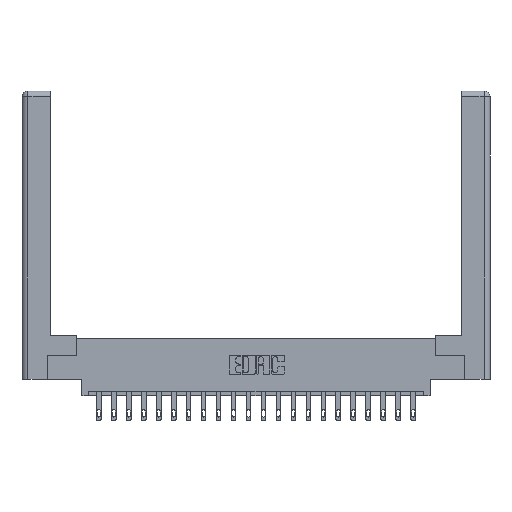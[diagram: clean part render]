
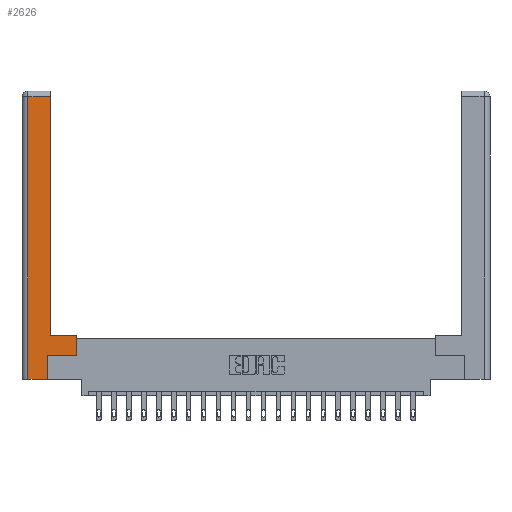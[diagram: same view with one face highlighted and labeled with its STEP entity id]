
A CAD part, top view. The second image highlights one B-rep face of the part: STEP entity #2626.
In plain terms, the highlighted planar face has unit normal (0, 0, 1).
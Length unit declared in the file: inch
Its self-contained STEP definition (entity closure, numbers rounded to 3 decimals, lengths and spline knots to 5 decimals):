
#411 = EDGE_CURVE ( 'NONE', #18203, #19752, #21094, .T. ) ;
#733 = DIRECTION ( 'NONE',  ( 1., 0., 0. ) ) ;
#2270 = ORIENTED_EDGE ( 'NONE', *, *, #17949, .T. ) ;
#2586 = VECTOR ( 'NONE', #15087, 39.37008 ) ;
#2608 = LINE ( 'NONE', #8367, #4798 ) ;
#2626 = ADVANCED_FACE ( 'NONE', ( #14748 ), #4309, .F. ) ;
#2743 = VERTEX_POINT ( 'NONE', #21467 ) ;
#4309 = PLANE ( 'NONE',  #15452 ) ;
#4590 = CARTESIAN_POINT ( 'NONE',  ( 0.265, 0.245, 0. ) ) ;
#4761 = CARTESIAN_POINT ( 'NONE',  ( 0.565, 0.45, 0. ) ) ;
#4798 = VECTOR ( 'NONE', #18637, 39.37008 ) ;
#5710 = VECTOR ( 'NONE', #10781, 39.37008 ) ;
#5782 = EDGE_CURVE ( 'NONE', #14659, #2743, #2608, .T. ) ;
#5890 = EDGE_CURVE ( 'NONE', #19312, #18203, #18293, .T. ) ;
#5892 = LINE ( 'NONE', #10805, #9653 ) ;
#5946 = EDGE_CURVE ( 'NONE', #2743, #9716, #12337, .T. ) ;
#6316 = LINE ( 'NONE', #4761, #14966 ) ;
#6423 = DIRECTION ( 'NONE',  ( 0., 1., 0. ) ) ;
#6444 = LINE ( 'NONE', #16263, #19682 ) ;
#6588 = CARTESIAN_POINT ( 'NONE',  ( 0.265, 0.245, 0. ) ) ;
#6706 = VERTEX_POINT ( 'NONE', #19692 ) ;
#7792 = VERTEX_POINT ( 'NONE', #10381 ) ;
#8367 = CARTESIAN_POINT ( 'NONE',  ( 0.295, 0.45, 0. ) ) ;
#9653 = VECTOR ( 'NONE', #19208, 39.37008 ) ;
#9716 = VERTEX_POINT ( 'NONE', #19250 ) ;
#10063 = CARTESIAN_POINT ( 'NONE',  ( 0.295, 3., 0. ) ) ;
#10381 = CARTESIAN_POINT ( 'NONE',  ( 0.0615, 2.94, 0. ) ) ;
#10781 = DIRECTION ( 'NONE',  ( -1., 0., 0. ) ) ;
#10805 = CARTESIAN_POINT ( 'NONE',  ( 0.265, 0., 0. ) ) ;
#10821 = CARTESIAN_POINT ( 'NONE',  ( 0.565, 0.245, 0. ) ) ;
#11375 = EDGE_CURVE ( 'NONE', #9716, #7792, #20818, .T. ) ;
#12337 = LINE ( 'NONE', #10063, #2586 ) ;
#12918 = CARTESIAN_POINT ( 'NONE',  ( 0., 0., 0. ) ) ;
#13694 = VECTOR ( 'NONE', #6423, 39.37008 ) ;
#13839 = ORIENTED_EDGE ( 'NONE', *, *, #411, .T. ) ;
#14328 = VECTOR ( 'NONE', #733, 39.37008 ) ;
#14347 = DIRECTION ( 'NONE',  ( 0., -1., 0. ) ) ;
#14543 = ORIENTED_EDGE ( 'NONE', *, *, #20802, .T. ) ;
#14597 = DIRECTION ( 'NONE',  ( 0., 0., -1. ) ) ;
#14659 = VERTEX_POINT ( 'NONE', #19954 ) ;
#14748 = FACE_OUTER_BOUND ( 'NONE', #19655, .T. ) ;
#14966 = VECTOR ( 'NONE', #20315, 39.37008 ) ;
#15087 = DIRECTION ( 'NONE',  ( 0., 1., 0. ) ) ;
#15452 = AXIS2_PLACEMENT_3D ( 'NONE', #12918, #14597, #21330 ) ;
#15786 = ORIENTED_EDGE ( 'NONE', *, *, #5890, .T. ) ;
#16154 = EDGE_CURVE ( 'NONE', #6706, #19312, #5892, .T. ) ;
#16263 = CARTESIAN_POINT ( 'NONE',  ( 0.0615, 0., 0. ) ) ;
#17478 = CARTESIAN_POINT ( 'NONE',  ( 0.565, 0.245, 0. ) ) ;
#17811 = CARTESIAN_POINT ( 'NONE',  ( 0.0615, 2.94, 0. ) ) ;
#17949 = EDGE_CURVE ( 'NONE', #7792, #6706, #6444, .T. ) ;
#18203 = VERTEX_POINT ( 'NONE', #6588 ) ;
#18293 = LINE ( 'NONE', #4590, #13694 ) ;
#18637 = DIRECTION ( 'NONE',  ( -1., 0., 0. ) ) ;
#18691 = CARTESIAN_POINT ( 'NONE',  ( 0.265, 0., 0. ) ) ;
#18959 = ORIENTED_EDGE ( 'NONE', *, *, #11375, .T. ) ;
#19040 = ORIENTED_EDGE ( 'NONE', *, *, #5946, .T. ) ;
#19076 = ORIENTED_EDGE ( 'NONE', *, *, #16154, .T. ) ;
#19208 = DIRECTION ( 'NONE',  ( 1., 0., 0. ) ) ;
#19250 = CARTESIAN_POINT ( 'NONE',  ( 0.295, 2.94, 0. ) ) ;
#19312 = VERTEX_POINT ( 'NONE', #18691 ) ;
#19513 = ORIENTED_EDGE ( 'NONE', *, *, #5782, .T. ) ;
#19655 = EDGE_LOOP ( 'NONE', ( #19040, #18959, #2270, #19076, #15786, #13839, #14543, #19513 ) ) ;
#19682 = VECTOR ( 'NONE', #14347, 39.37008 ) ;
#19692 = CARTESIAN_POINT ( 'NONE',  ( 0.0615, 0., 0. ) ) ;
#19752 = VERTEX_POINT ( 'NONE', #17478 ) ;
#19954 = CARTESIAN_POINT ( 'NONE',  ( 0.565, 0.45, 0. ) ) ;
#20315 = DIRECTION ( 'NONE',  ( 0., 1., 0. ) ) ;
#20802 = EDGE_CURVE ( 'NONE', #19752, #14659, #6316, .T. ) ;
#20818 = LINE ( 'NONE', #17811, #5710 ) ;
#21094 = LINE ( 'NONE', #10821, #14328 ) ;
#21330 = DIRECTION ( 'NONE',  ( -1., 0., 0. ) ) ;
#21467 = CARTESIAN_POINT ( 'NONE',  ( 0.295, 0.45, 0. ) ) ;
